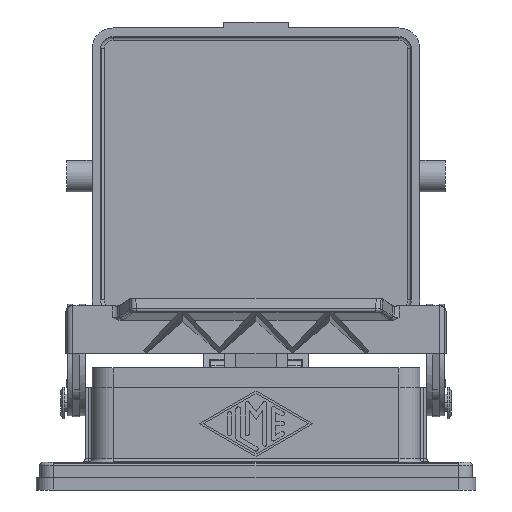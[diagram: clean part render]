
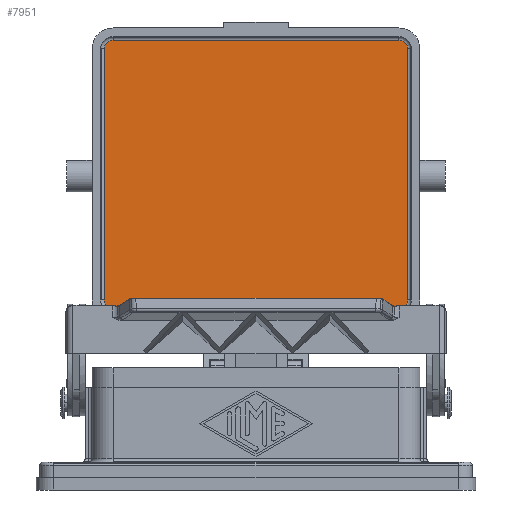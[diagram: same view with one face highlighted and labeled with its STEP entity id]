
A CAD part, front view. The second image highlights one B-rep face of the part: STEP entity #7951.
In plain terms, the highlighted planar face has unit normal (0, -1, 0).
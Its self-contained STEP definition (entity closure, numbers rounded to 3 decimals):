
#5062=CARTESIAN_POINT('',(43.5,64.5,126.5));
#5063=VERTEX_POINT('',#5062);
#5071=CARTESIAN_POINT('',(43.5,64.5,54.5));
#5072=VERTEX_POINT('',#5071);
#5073=CARTESIAN_POINT('',(43.5,64.5,126.5));
#5074=DIRECTION('',(0.0,0.0,-1.0));
#5075=VECTOR('',#5074,72.0);
#5076=LINE('',#5073,#5075);
#5077=EDGE_CURVE('',#5063,#5072,#5076,.T.);
#5104=CARTESIAN_POINT('',(41.,64.5,52.));
#5105=VERTEX_POINT('',#5104);
#5113=CARTESIAN_POINT('',(-41.,64.5,52.0));
#5114=VERTEX_POINT('',#5113);
#5115=CARTESIAN_POINT('',(41.,64.5,52.));
#5116=DIRECTION('',(-1.0,0.0,0.0));
#5117=VECTOR('',#5116,82.);
#5118=LINE('',#5115,#5117);
#5119=EDGE_CURVE('',#5105,#5114,#5118,.T.);
#5146=CARTESIAN_POINT('',(-41.,64.5,129.0));
#5147=VERTEX_POINT('',#5146);
#5155=CARTESIAN_POINT('',(41.,64.5,129.));
#5156=VERTEX_POINT('',#5155);
#5157=CARTESIAN_POINT('',(-41.,64.5,129.0));
#5158=DIRECTION('',(1.0,0.0,0.0));
#5159=VECTOR('',#5158,82.);
#5160=LINE('',#5157,#5159);
#5161=EDGE_CURVE('',#5147,#5156,#5160,.T.);
#5188=CARTESIAN_POINT('',(-43.5,64.5,54.5));
#5189=VERTEX_POINT('',#5188);
#5197=CARTESIAN_POINT('',(-43.5,64.5,126.5));
#5198=VERTEX_POINT('',#5197);
#5199=CARTESIAN_POINT('',(-43.5,64.5,54.5));
#5200=DIRECTION('',(0.0,0.0,1.0));
#5201=VECTOR('',#5200,72.0);
#5202=LINE('',#5199,#5201);
#5203=EDGE_CURVE('',#5189,#5198,#5202,.T.);
#7466=CARTESIAN_POINT('',(-41.,64.5,126.5));
#7467=DIRECTION('',(0.,1.0,0.));
#7468=DIRECTION('',(-0.707,0.,0.707));
#7469=AXIS2_PLACEMENT_3D('',#7466,#7467,#7468);
#7470=CIRCLE('',#7469,2.5);
#7471=EDGE_CURVE('',#5198,#5147,#7470,.T.);
#7606=CARTESIAN_POINT('',(-41.,64.5,54.5));
#7607=DIRECTION('',(0.,1.,0.));
#7608=DIRECTION('',(-0.707,0.,-0.707));
#7609=AXIS2_PLACEMENT_3D('',#7606,#7607,#7608);
#7610=CIRCLE('',#7609,2.5);
#7611=EDGE_CURVE('',#5114,#5189,#7610,.T.);
#7697=CARTESIAN_POINT('',(41.,64.5,126.5));
#7698=DIRECTION('',(0.,1.0,0.));
#7699=DIRECTION('',(0.707,0.,0.707));
#7700=AXIS2_PLACEMENT_3D('',#7697,#7698,#7699);
#7701=CIRCLE('',#7700,2.5);
#7702=EDGE_CURVE('',#5156,#5063,#7701,.T.);
#7820=CARTESIAN_POINT('',(41.,64.5,54.5));
#7821=DIRECTION('',(0.,1.,0.));
#7822=DIRECTION('',(0.707,0.,-0.707));
#7823=AXIS2_PLACEMENT_3D('',#7820,#7821,#7822);
#7824=CIRCLE('',#7823,2.5);
#7825=EDGE_CURVE('',#5072,#5105,#7824,.T.);
#7936=CARTESIAN_POINT('',(0.,64.5,90.5));
#7937=DIRECTION('',(0.0,1.0,0.0));
#7938=DIRECTION('',(0.0,0.0,1.0));
#7939=AXIS2_PLACEMENT_3D('',#7936,#7937,#7938);
#7940=PLANE('',#7939);
#7941=ORIENTED_EDGE('',*,*,#7471,.F.);
#7942=ORIENTED_EDGE('',*,*,#5203,.F.);
#7943=ORIENTED_EDGE('',*,*,#7611,.F.);
#7944=ORIENTED_EDGE('',*,*,#5119,.F.);
#7945=ORIENTED_EDGE('',*,*,#7825,.F.);
#7946=ORIENTED_EDGE('',*,*,#5077,.F.);
#7947=ORIENTED_EDGE('',*,*,#7702,.F.);
#7948=ORIENTED_EDGE('',*,*,#5161,.F.);
#7949=EDGE_LOOP('',(#7941,#7942,#7943,#7944,#7945,#7946,#7947,#7948));
#7950=FACE_OUTER_BOUND('',#7949,.T.);
#7951=ADVANCED_FACE('',(#7950),#7940,.F.);
